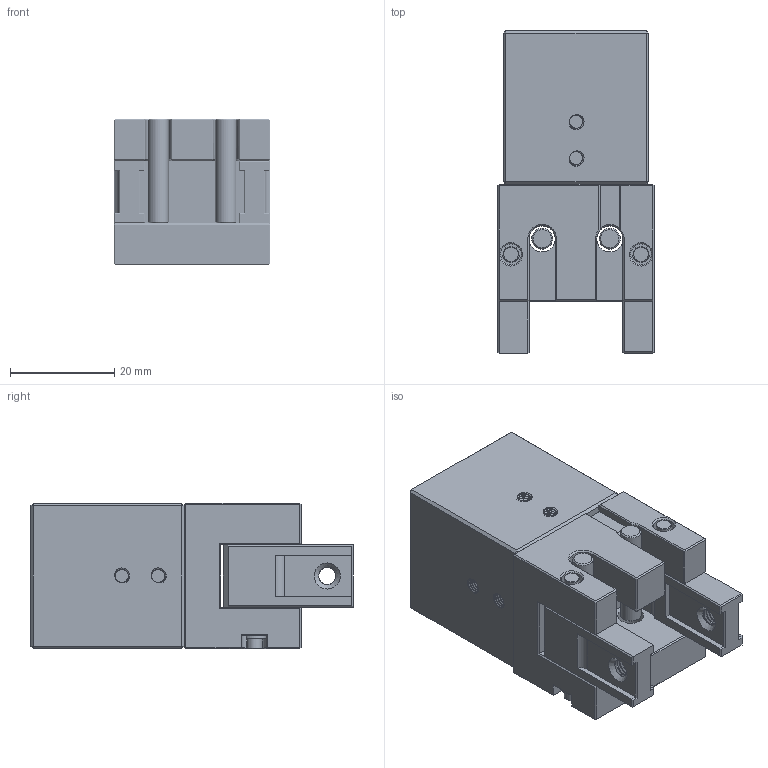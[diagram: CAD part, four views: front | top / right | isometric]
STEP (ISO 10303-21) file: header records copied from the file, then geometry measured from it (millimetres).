
FILE_DESCRIPTION(/* description */ (''),/* implementation_level */ '2;1');
FILE_NAME(/* name */ 'be149013-e595-4766-9a49-daa0a6cd5f05.stp',/* time_stamp */ '2021-10-22T07:07:59+00:00',/* author */ (''),/* organization */ (''),/* preprocessor_version */ 'ST-DEVELOPER v18.1',/* originating_system */ 'Autodesk Translation Framework v10.10.0.1391',/* authorisation */ '');
FILE_SCHEMA (('AUTOMOTIVE_DESIGN { 1 0 10303 214 3 1 1 }'));
Products named in the file (8): KZ 180/12; Lower body; Upper body; Gripper; Shaft_1; Shaft_2; Retaining_ring_3; Socket_head_screw_M3
Assembly tree (14 placements, depth 2):
  KZ 180/12
    Lower body
    Upper body
    Gripper  x2
    Shaft_1  x2
    Shaft_2  x2
    Retaining_ring_3  x4
    Socket_head_screw_M3  x2
Bounding box: 30 x 62 x 28 mm (x, y, z)
Volume: 36792 mm3; surface area: 17014 mm2
Topology: 14 solids, 14 shells, 984 faces, 2589 edges, 1657 vertices
Faces by surface type: cylinder 578, plane 284, bspline 70, cone 52
Full cylindrical faces by diameter (mm): 2 x15, 2.35 x46, 2.529 x33, 3 x56, 3.086 x24, 3.332 x32, 4 x4, 4.109 x16, 4.234 x10, 5 x2, 5.12 x8, 5.5 x4
Entity records: 51100 total; most frequent: CARTESIAN_POINT 33614, ORIENTED_EDGE 4166, DIRECTION 2645, EDGE_CURVE 2083, VERTEX_POINT 1332, B_SPLINE_CURVE_WITH_KNOTS 1098, AXIS2_PLACEMENT_3D 929, EDGE_LOOP 823
